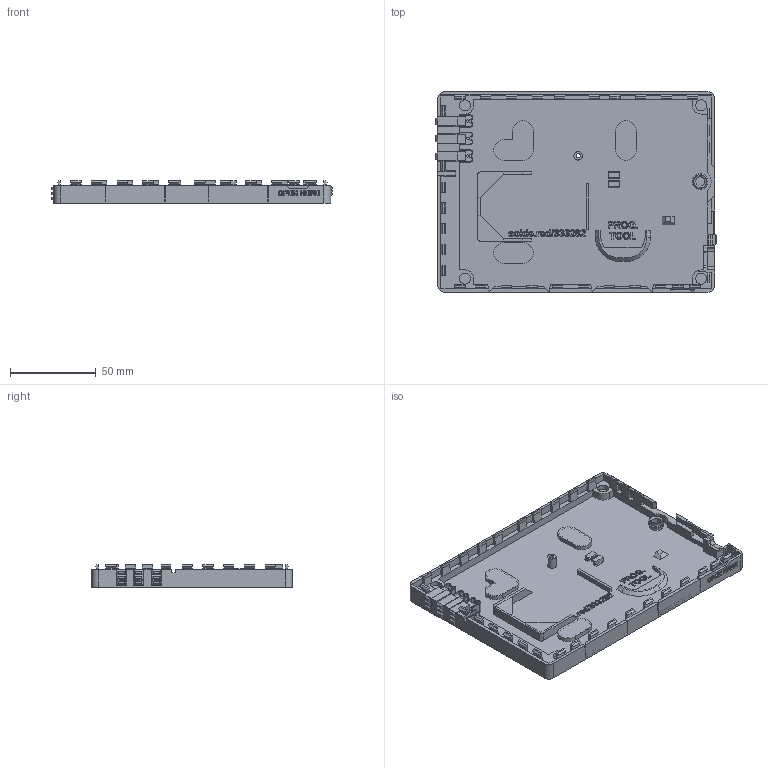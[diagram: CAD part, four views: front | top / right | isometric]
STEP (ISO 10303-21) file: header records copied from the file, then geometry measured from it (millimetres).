
FILE_DESCRIPTION(/* description */ ('','CAx-IF Rec.Pracs.---Representation and Presentation of Product Manufacturing Information (PMI)---4.0---2014-10-13'),/* implementation_level */ '2;1');
FILE_NAME(/* name */ 'Inkplate 6 Motion Bottom.step',/* time_stamp */ '2025-02-18T08:11:50+01:00',/* author */ (''),/* organization */ (''),/* preprocessor_version */ 'ST-DEVELOPER v20',/* originating_system */ 'Autodesk Translation Framework v13.20.0.188',/* authorisation */ '');
FILE_SCHEMA (('AP242_MANAGED_MODEL_BASED_3D_ENGINEERING_MIM_LF { 1 0 10303 442 1 1 4 }'));
Products named in the file (1): Inkplate 6 Motion Bottom (updated)
Bounding box: 163.23 x 116.8 x 13.2 mm (x, y, z)
Volume: 49066 mm3; surface area: 60052.5 mm2
Topology: 25 solids, 25 shells, 1684 faces, 4510 edges, 2970 vertices
Faces by surface type: plane 1042, bspline 569, cylinder 69, cone 3, torus 1
Full cylindrical faces by diameter (mm): 2.5 x1, 5 x1, 5.5 x1, 6.4 x4, 8 x2, 9 x1
Entity records: 56078 total; most frequent: CARTESIAN_POINT 18234, ORIENTED_EDGE 9020, DIRECTION 5754, EDGE_CURVE 4510, LINE 3222, VECTOR 3222, VERTEX_POINT 2970, EDGE_LOOP 1784
